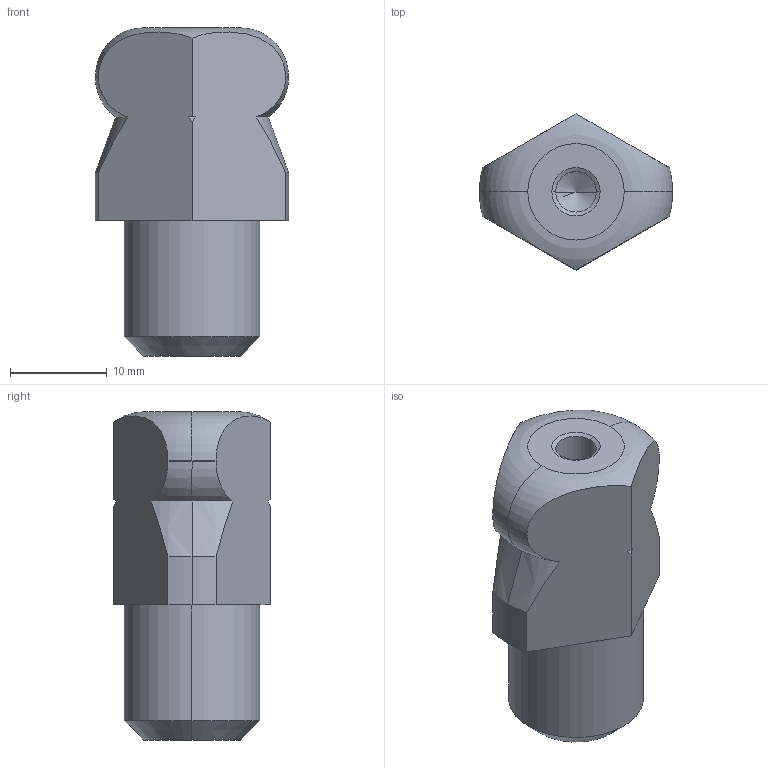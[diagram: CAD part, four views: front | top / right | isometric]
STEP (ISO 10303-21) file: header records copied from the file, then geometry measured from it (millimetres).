
FILE_DESCRIPTION(('STEP AP214'),'1');
FILE_NAME(' ',' ',('TraceParts'),('TraceParts S.A.'),'XStep 1.0',' ',' ');
FILE_SCHEMA(('automotive_design'));
Length unit declared in the file: millimetre
Products named in the file (1): 1
Bounding box: 20 x 16.18 x 34 mm (x, y, z)
Volume: 5846 mm3; surface area: 2178.3 mm2
Topology: 1 solids, 1 shells, 44 faces, 104 edges, 63 vertices
Faces by surface type: cone 14, cylinder 14, torus 8, plane 8
Entity records: 2609 total; most frequent: CARTESIAN_POINT 414, DIRECTION 218, STYLED_ITEM 210, PRESENTATION_STYLE_ASSIGNMENT 210, COLOUR_RGB 210, ORIENTED_EDGE 204, EDGE_CURVE 102, CURVE_STYLE 102
